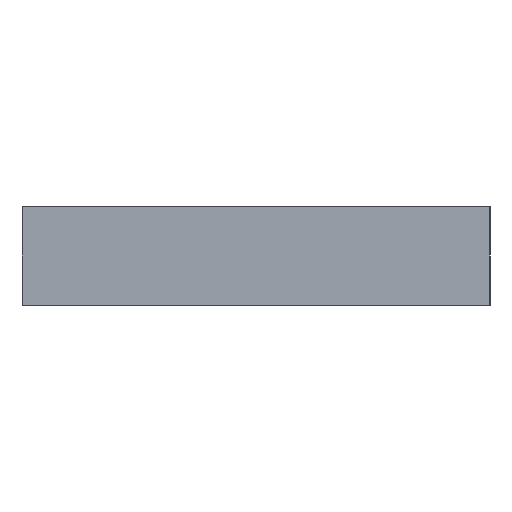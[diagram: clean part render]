
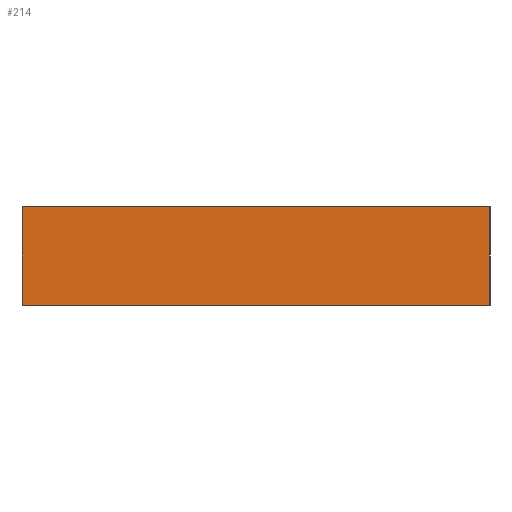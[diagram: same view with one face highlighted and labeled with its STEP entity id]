
A CAD part, left-side view. The second image highlights one B-rep face of the part: STEP entity #214.
In plain terms, the highlighted planar face has unit normal (-1, 0, 0).
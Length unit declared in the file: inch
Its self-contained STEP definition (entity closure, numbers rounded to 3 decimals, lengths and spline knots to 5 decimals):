
#2 = CARTESIAN_POINT ( 'NONE',  ( -3.25, 2.375, -0.25 ) ) ;
#18 = EDGE_CURVE ( 'NONE', #289, #219, #298, .T. ) ;
#26 = VERTEX_POINT ( 'NONE', #293 ) ;
#28 = CARTESIAN_POINT ( 'NONE',  ( -3.25, 0., 0.25 ) ) ;
#36 = LINE ( 'NONE', #28, #111 ) ;
#40 = EDGE_CURVE ( 'NONE', #26, #219, #234, .T. ) ;
#55 = DIRECTION ( 'NONE',  ( 1., 0., 0. ) ) ;
#60 = VECTOR ( 'NONE', #68, 39.37008 ) ;
#68 = DIRECTION ( 'NONE',  ( 0., 0., -1. ) ) ;
#77 = AXIS2_PLACEMENT_3D ( 'NONE', #309, #55, #297 ) ;
#80 = EDGE_CURVE ( 'NONE', #281, #26, #36, .T. ) ;
#81 = ORIENTED_EDGE ( 'NONE', *, *, #18, .T. ) ;
#84 = LINE ( 'NONE', #85, #245 ) ;
#85 = CARTESIAN_POINT ( 'NONE',  ( -3.25, 2.375, 0.25 ) ) ;
#111 = VECTOR ( 'NONE', #260, 39.37008 ) ;
#119 = DIRECTION ( 'NONE',  ( 0., 0., -1. ) ) ;
#121 = DIRECTION ( 'NONE',  ( 0., -1., 0. ) ) ;
#126 = CARTESIAN_POINT ( 'NONE',  ( -3.25, 2.375, 0.25 ) ) ;
#170 = CARTESIAN_POINT ( 'NONE',  ( -3.25, 0., -0.25 ) ) ;
#185 = EDGE_CURVE ( 'NONE', #281, #289, #84, .T. ) ;
#196 = PLANE ( 'NONE',  #77 ) ;
#209 = ORIENTED_EDGE ( 'NONE', *, *, #185, .T. ) ;
#214 = ADVANCED_FACE ( 'NONE', ( #283 ), #196, .F. ) ;
#219 = VERTEX_POINT ( 'NONE', #170 ) ;
#234 = LINE ( 'NONE', #372, #60 ) ;
#245 = VECTOR ( 'NONE', #119, 39.37008 ) ;
#246 = EDGE_LOOP ( 'NONE', ( #81, #294, #325, #209 ) ) ;
#247 = VECTOR ( 'NONE', #121, 39.37008 ) ;
#260 = DIRECTION ( 'NONE',  ( 0., -1., 0. ) ) ;
#281 = VERTEX_POINT ( 'NONE', #126 ) ;
#283 = FACE_OUTER_BOUND ( 'NONE', #246, .T. ) ;
#289 = VERTEX_POINT ( 'NONE', #2 ) ;
#293 = CARTESIAN_POINT ( 'NONE',  ( -3.25, 0., 0.25 ) ) ;
#294 = ORIENTED_EDGE ( 'NONE', *, *, #40, .F. ) ;
#297 = DIRECTION ( 'NONE',  ( 0., 0., -1. ) ) ;
#298 = LINE ( 'NONE', #344, #247 ) ;
#309 = CARTESIAN_POINT ( 'NONE',  ( -3.25, 0., 0.25 ) ) ;
#325 = ORIENTED_EDGE ( 'NONE', *, *, #80, .F. ) ;
#344 = CARTESIAN_POINT ( 'NONE',  ( -3.25, 0., -0.25 ) ) ;
#372 = CARTESIAN_POINT ( 'NONE',  ( -3.25, 0., 0.25 ) ) ;
